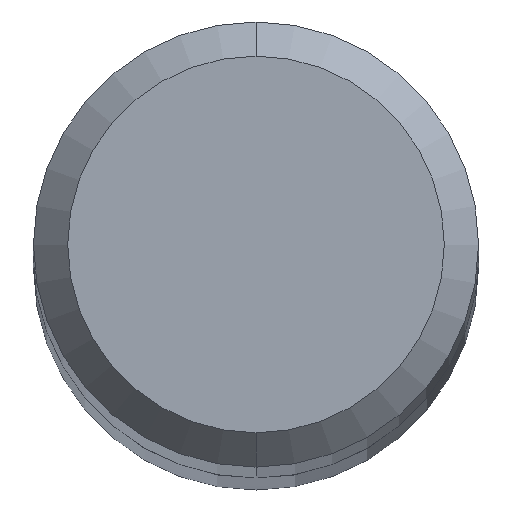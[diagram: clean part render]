
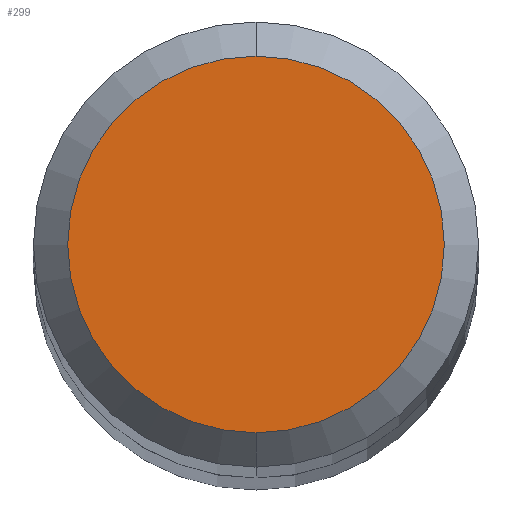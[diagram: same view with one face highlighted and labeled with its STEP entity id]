
A CAD part, top view. The second image highlights one B-rep face of the part: STEP entity #299.
In plain terms, the highlighted planar face has unit normal (0, 0, 1).
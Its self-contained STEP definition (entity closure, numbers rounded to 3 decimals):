
#233=EDGE_CURVE('',#279,#317,#514,.T.);
#279=VERTEX_POINT('',#564);
#299=ADVANCED_FACE('',(#585),#586,.T.);
#317=VERTEX_POINT('',#607);
#339=EDGE_CURVE('',#317,#279,#631,.T.);
#514=CIRCLE('',#895,2.2);
#564=CARTESIAN_POINT('',(0.,-2.2,0.0));
#585=FACE_OUTER_BOUND('',#1078,.T.);
#586=PLANE('',#1079);
#607=CARTESIAN_POINT('',(0.0,2.2,0.0));
#631=CIRCLE('',#1144,2.2);
#895=AXIS2_PLACEMENT_3D('',#1401,#1402,#1403);
#1078=EDGE_LOOP('',(#1466,#1467));
#1079=AXIS2_PLACEMENT_3D('',#1468,#1469,#1470);
#1144=AXIS2_PLACEMENT_3D('',#1523,#1524,#1525);
#1401=CARTESIAN_POINT('',(0.0,0.0,0.0));
#1402=DIRECTION('',(0.0,0.0,-1.0));
#1403=DIRECTION('',(0.0,1.0,0.0));
#1466=ORIENTED_EDGE('',*,*,#339,.F.);
#1467=ORIENTED_EDGE('',*,*,#233,.F.);
#1468=CARTESIAN_POINT('',(0.0,1.1,0.0));
#1469=DIRECTION('',(-0.0,0.0,1.0));
#1470=DIRECTION('',(0.0,-1.0,0.0));
#1523=CARTESIAN_POINT('',(0.0,0.0,0.0));
#1524=DIRECTION('',(0.0,0.0,-1.0));
#1525=DIRECTION('',(0.0,1.0,0.0));
